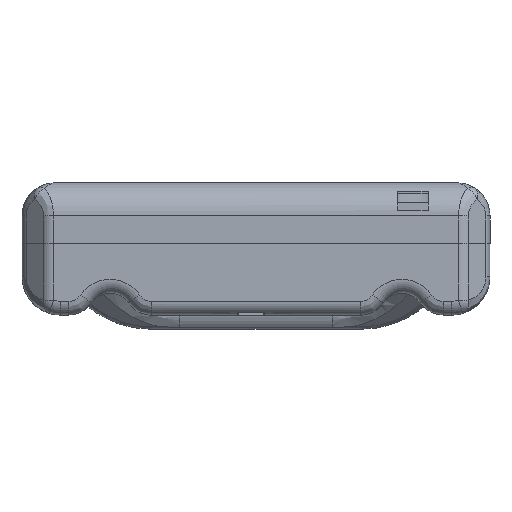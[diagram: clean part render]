
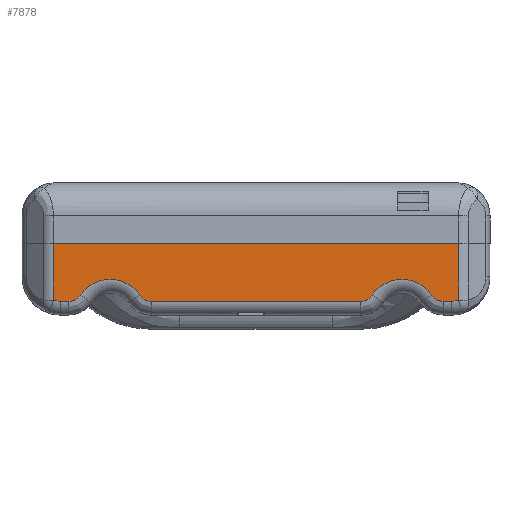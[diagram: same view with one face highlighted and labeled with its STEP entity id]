
A CAD part, front view. The second image highlights one B-rep face of the part: STEP entity #7878.
In plain terms, the highlighted planar face has unit normal (0, -1, 0).
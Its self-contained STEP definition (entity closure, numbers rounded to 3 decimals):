
#463=CIRCLE('',#8512,9.);
#465=CIRCLE('',#8515,9.);
#466=CIRCLE('',#8516,5.);
#467=CIRCLE('',#8517,13.);
#468=CIRCLE('',#8518,5.);
#469=CIRCLE('',#8519,5.);
#470=CIRCLE('',#8520,13.);
#471=CIRCLE('',#8521,5.);
#903=FACE_OUTER_BOUND('',#1360,.T.);
#1360=EDGE_LOOP('',(#5794,#5795,#5796,#5797,#5798,#5799,#5800,#5801,#5802,
#5803,#5804,#5805,#5806,#5807));
#1955=LINE('',#12619,#2665);
#1963=LINE('',#12692,#2673);
#1965=LINE('',#12700,#2675);
#1966=LINE('',#12704,#2676);
#1967=LINE('',#12712,#2677);
#1968=LINE('',#12719,#2678);
#2665=VECTOR('',#9682,1.);
#2673=VECTOR('',#9738,10.);
#2675=VECTOR('',#9748,10.);
#2676=VECTOR('',#9751,10.);
#2677=VECTOR('',#9758,10.);
#2678=VECTOR('',#9765,10.);
#3413=VERTEX_POINT('',#12616);
#3414=VERTEX_POINT('',#12618);
#3425=VERTEX_POINT('',#12687);
#3426=VERTEX_POINT('',#12695);
#3427=VERTEX_POINT('',#12699);
#3428=VERTEX_POINT('',#12701);
#3429=VERTEX_POINT('',#12703);
#3430=VERTEX_POINT('',#12705);
#3431=VERTEX_POINT('',#12707);
#3432=VERTEX_POINT('',#12709);
#3433=VERTEX_POINT('',#12711);
#3434=VERTEX_POINT('',#12713);
#3435=VERTEX_POINT('',#12715);
#3436=VERTEX_POINT('',#12717);
#4288=EDGE_CURVE('',#3413,#3414,#1955,.T.);
#4312=EDGE_CURVE('',#3414,#3425,#1963,.T.);
#4314=EDGE_CURVE('',#3425,#3426,#463,.T.);
#4316=EDGE_CURVE('',#3427,#3413,#1965,.T.);
#4317=EDGE_CURVE('',#3428,#3427,#465,.T.);
#4318=EDGE_CURVE('',#3429,#3428,#1966,.T.);
#4319=EDGE_CURVE('',#3430,#3429,#466,.T.);
#4320=EDGE_CURVE('',#3431,#3430,#467,.T.);
#4321=EDGE_CURVE('',#3432,#3431,#468,.T.);
#4322=EDGE_CURVE('',#3433,#3432,#1967,.T.);
#4323=EDGE_CURVE('',#3434,#3433,#469,.T.);
#4324=EDGE_CURVE('',#3435,#3434,#470,.T.);
#4325=EDGE_CURVE('',#3436,#3435,#471,.T.);
#4326=EDGE_CURVE('',#3426,#3436,#1968,.T.);
#5794=ORIENTED_EDGE('',*,*,#4312,.F.);
#5795=ORIENTED_EDGE('',*,*,#4288,.F.);
#5796=ORIENTED_EDGE('',*,*,#4316,.F.);
#5797=ORIENTED_EDGE('',*,*,#4317,.F.);
#5798=ORIENTED_EDGE('',*,*,#4318,.F.);
#5799=ORIENTED_EDGE('',*,*,#4319,.F.);
#5800=ORIENTED_EDGE('',*,*,#4320,.F.);
#5801=ORIENTED_EDGE('',*,*,#4321,.F.);
#5802=ORIENTED_EDGE('',*,*,#4322,.F.);
#5803=ORIENTED_EDGE('',*,*,#4323,.F.);
#5804=ORIENTED_EDGE('',*,*,#4324,.F.);
#5805=ORIENTED_EDGE('',*,*,#4325,.F.);
#5806=ORIENTED_EDGE('',*,*,#4326,.F.);
#5807=ORIENTED_EDGE('',*,*,#4314,.F.);
#7578=PLANE('',#8514);
#7878=ADVANCED_FACE('',(#903),#7578,.T.);
#8512=AXIS2_PLACEMENT_3D('',#12696,#9742,#9743);
#8514=AXIS2_PLACEMENT_3D('',#12698,#9746,#9747);
#8515=AXIS2_PLACEMENT_3D('',#12702,#9749,#9750);
#8516=AXIS2_PLACEMENT_3D('',#12706,#9752,#9753);
#8517=AXIS2_PLACEMENT_3D('',#12708,#9754,#9755);
#8518=AXIS2_PLACEMENT_3D('',#12710,#9756,#9757);
#8519=AXIS2_PLACEMENT_3D('',#12714,#9759,#9760);
#8520=AXIS2_PLACEMENT_3D('',#12716,#9761,#9762);
#8521=AXIS2_PLACEMENT_3D('',#12718,#9763,#9764);
#9682=DIRECTION('',(1.,0.,0.));
#9738=DIRECTION('',(0.,0.,-1.));
#9742=DIRECTION('center_axis',(0.,1.,0.));
#9743=DIRECTION('ref_axis',(0.169,0.,-0.986));
#9746=DIRECTION('center_axis',(0.,-1.,0.));
#9747=DIRECTION('ref_axis',(0.,0.,1.));
#9748=DIRECTION('',(0.,0.,1.));
#9749=DIRECTION('center_axis',(0.,1.,0.));
#9750=DIRECTION('ref_axis',(-0.169,0.,-0.986));
#9751=DIRECTION('',(-1.,0.,0.));
#9752=DIRECTION('center_axis',(0.,1.,0.));
#9753=DIRECTION('ref_axis',(0.471,0.,-0.882));
#9754=DIRECTION('center_axis',(0.,-1.,0.));
#9755=DIRECTION('ref_axis',(0.,0.,1.));
#9756=DIRECTION('center_axis',(0.,1.,0.));
#9757=DIRECTION('ref_axis',(-0.471,0.,-0.882));
#9758=DIRECTION('',(-1.,0.,0.));
#9759=DIRECTION('center_axis',(0.,1.,0.));
#9760=DIRECTION('ref_axis',(0.471,0.,-0.882));
#9761=DIRECTION('center_axis',(0.,-1.,0.));
#9762=DIRECTION('ref_axis',(0.,0.,
1.));
#9763=DIRECTION('center_axis',(0.,1.,0.));
#9764=DIRECTION('ref_axis',(-0.471,0.,-0.882));
#9765=DIRECTION('',(-1.,0.,0.));
#12616=CARTESIAN_POINT('',(7.414,-4.,26.));
#12618=CARTESIAN_POINT('',(154.586,-4.,26.));
#12619=CARTESIAN_POINT('',(5.343,-4.,26.));
#12687=CARTESIAN_POINT('',(154.586,-4.,5.379));
#12692=CARTESIAN_POINT('',(154.586,-4.,2.334));
#12695=CARTESIAN_POINT('',(152.,-4.,5.));
#12696=CARTESIAN_POINT('Origin',(152.,-4.,14.));
#12698=CARTESIAN_POINT('Origin',(134.,-4.,4.668));
#12699=CARTESIAN_POINT('',(7.414,-4.,5.379));
#12700=CARTESIAN_POINT('',(7.414,-4.,2.334));
#12701=CARTESIAN_POINT('',(10.,-4.,5.));
#12702=CARTESIAN_POINT('Origin',(10.,-4.,14.));
#12703=CARTESIAN_POINT('',(13.033,-4.,5.));
#12704=CARTESIAN_POINT('',(128.,-4.,5.));
#12705=CARTESIAN_POINT('',(17.191,-4.,7.222));
#12706=CARTESIAN_POINT('Origin',(13.033,-4.,10.));
#12707=CARTESIAN_POINT('',(38.809,-4.,7.222));
#12708=CARTESIAN_POINT('Origin',(28.,-4.,0.));
#12709=CARTESIAN_POINT('',(42.967,-4.,5.));
#12710=CARTESIAN_POINT('Origin',(42.967,-4.,10.));
#12711=CARTESIAN_POINT('',(119.033,-4.,5.));
#12712=CARTESIAN_POINT('',(128.,-4.,5.));
#12713=CARTESIAN_POINT('',(123.191,-4.,7.222));
#12714=CARTESIAN_POINT('Origin',(119.033,-4.,10.));
#12715=CARTESIAN_POINT('',(144.809,-4.,7.222));
#12716=CARTESIAN_POINT('Origin',(134.,-4.,0.));
#12717=CARTESIAN_POINT('',(148.967,-4.,5.));
#12718=CARTESIAN_POINT('Origin',(148.967,-4.,10.));
#12719=CARTESIAN_POINT('',(128.,-4.,5.));
